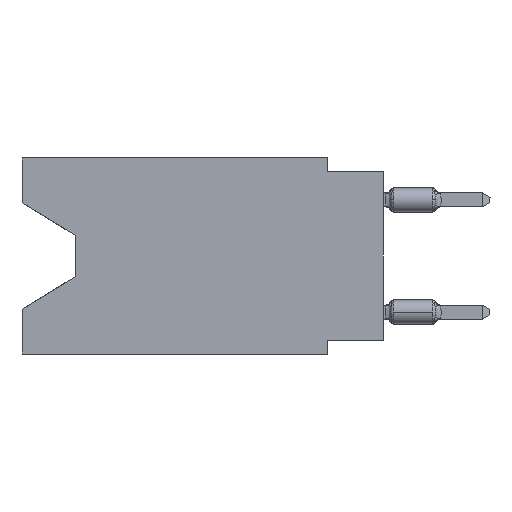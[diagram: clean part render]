
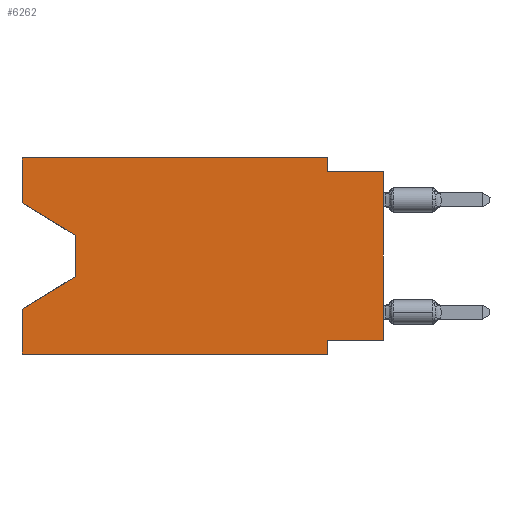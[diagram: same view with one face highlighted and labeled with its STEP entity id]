
A CAD part, left-side view. The second image highlights one B-rep face of the part: STEP entity #6262.
In plain terms, the highlighted planar face has unit normal (-1, 0, 0).
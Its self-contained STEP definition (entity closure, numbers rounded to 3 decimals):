
#141 = DIRECTION ( 'NONE',  ( 0., -1., 0. ) ) ;
#209 = CARTESIAN_POINT ( 'NONE',  ( 0., 2.54, -0.635 ) ) ;
#694 = CARTESIAN_POINT ( 'NONE',  ( 0., 2.54, 0. ) ) ;
#827 = VERTEX_POINT ( 'NONE', #32846 ) ;
#1262 = CARTESIAN_POINT ( 'NONE',  ( 0., 0., -8.255 ) ) ;
#2245 = VERTEX_POINT ( 'NONE', #4666 ) ;
#2437 = VECTOR ( 'NONE', #23904, 1000. ) ;
#2560 = DIRECTION ( 'NONE',  ( 0., 0., -1. ) ) ;
#4666 = CARTESIAN_POINT ( 'NONE',  ( 0., 2.54, -8.89 ) ) ;
#4728 = DIRECTION ( 'NONE',  ( 0., 0., -1. ) ) ;
#4771 = EDGE_CURVE ( 'NONE', #12326, #2245, #17375, .T. ) ;
#5169 = EDGE_LOOP ( 'NONE', ( #9870, #6180, #22358, #23446, #23489, #32169, #16720, #24686, #26245, #14519, #21204, #32608 ) ) ;
#5565 = CARTESIAN_POINT ( 'NONE',  ( 0., 16.383, 0. ) ) ;
#5892 = VERTEX_POINT ( 'NONE', #13809 ) ;
#6180 = ORIENTED_EDGE ( 'NONE', *, *, #25895, .T. ) ;
#6262 = ADVANCED_FACE ( 'NONE', ( #21111 ), #11221, .F. ) ;
#6529 = DIRECTION ( 'NONE',  ( 0., 1., 0. ) ) ;
#6683 = LINE ( 'NONE', #30485, #26573 ) ;
#7313 = DIRECTION ( 'NONE',  ( 0., -1., 0. ) ) ;
#7389 = EDGE_CURVE ( 'NONE', #17301, #29628, #9872, .T. ) ;
#8411 = EDGE_CURVE ( 'NONE', #27780, #12326, #19281, .T. ) ;
#8656 = EDGE_CURVE ( 'NONE', #27780, #29628, #6683, .T. ) ;
#9134 = VERTEX_POINT ( 'NONE', #27730 ) ;
#9420 = VECTOR ( 'NONE', #2560, 1000. ) ;
#9870 = ORIENTED_EDGE ( 'NONE', *, *, #15543, .T. ) ;
#9872 = LINE ( 'NONE', #20760, #10284 ) ;
#10284 = VECTOR ( 'NONE', #7313, 1000. ) ;
#11175 = CARTESIAN_POINT ( 'NONE',  ( 0., 16.383, -8.89 ) ) ;
#11181 = VECTOR ( 'NONE', #32591, 1000. ) ;
#11221 = PLANE ( 'NONE',  #20556 ) ;
#12283 = DIRECTION ( 'NONE',  ( 0., 0.855, -0.519 ) ) ;
#12326 = VERTEX_POINT ( 'NONE', #19892 ) ;
#13055 = LINE ( 'NONE', #17826, #23101 ) ;
#13720 = VERTEX_POINT ( 'NONE', #694 ) ;
#13809 = CARTESIAN_POINT ( 'NONE',  ( 0., 16.383, -2.038 ) ) ;
#14061 = VECTOR ( 'NONE', #15777, 1000. ) ;
#14519 = ORIENTED_EDGE ( 'NONE', *, *, #24952, .F. ) ;
#15006 = LINE ( 'NONE', #25385, #22799 ) ;
#15543 = EDGE_CURVE ( 'NONE', #5892, #9134, #22526, .T. ) ;
#15777 = DIRECTION ( 'NONE',  ( 0., 0., -1. ) ) ;
#15935 = LINE ( 'NONE', #29362, #14061 ) ;
#16166 = CARTESIAN_POINT ( 'NONE',  ( 0., 16.383, -8.89 ) ) ;
#16522 = EDGE_CURVE ( 'NONE', #827, #13720, #23251, .T. ) ;
#16720 = ORIENTED_EDGE ( 'NONE', *, *, #8411, .F. ) ;
#17301 = VERTEX_POINT ( 'NONE', #209 ) ;
#17375 = LINE ( 'NONE', #27731, #9420 ) ;
#17826 = CARTESIAN_POINT ( 'NONE',  ( 0., 13.97, -3.505 ) ) ;
#18130 = EDGE_CURVE ( 'NONE', #33149, #24053, #24065, .T. ) ;
#18561 = DIRECTION ( 'NONE',  ( 0., 0., -1. ) ) ;
#18885 = VECTOR ( 'NONE', #141, 1000. ) ;
#19281 = LINE ( 'NONE', #1262, #26628 ) ;
#19646 = DIRECTION ( 'NONE',  ( 0., -0.855, -0.519 ) ) ;
#19892 = CARTESIAN_POINT ( 'NONE',  ( 0., 2.54, -8.255 ) ) ;
#20556 = AXIS2_PLACEMENT_3D ( 'NONE', #21283, #29083, #18561 ) ;
#20760 = CARTESIAN_POINT ( 'NONE',  ( 0., 0., -0.635 ) ) ;
#21111 = FACE_OUTER_BOUND ( 'NONE', #5169, .T. ) ;
#21204 = ORIENTED_EDGE ( 'NONE', *, *, #16522, .F. ) ;
#21283 = CARTESIAN_POINT ( 'NONE',  ( 0., 16.383, 0. ) ) ;
#21452 = EDGE_CURVE ( 'NONE', #33149, #2245, #23447, .T. ) ;
#22358 = ORIENTED_EDGE ( 'NONE', *, *, #30050, .T. ) ;
#22526 = LINE ( 'NONE', #32897, #31963 ) ;
#22799 = VECTOR ( 'NONE', #12283, 1000. ) ;
#23101 = VECTOR ( 'NONE', #4728, 1000. ) ;
#23251 = LINE ( 'NONE', #5565, #28214 ) ;
#23344 = CARTESIAN_POINT ( 'NONE',  ( 0., 0., -8.255 ) ) ;
#23392 = CARTESIAN_POINT ( 'NONE',  ( 0., 13.97, -5.385 ) ) ;
#23446 = ORIENTED_EDGE ( 'NONE', *, *, #18130, .F. ) ;
#23447 = LINE ( 'NONE', #11175, #18885 ) ;
#23489 = ORIENTED_EDGE ( 'NONE', *, *, #21452, .T. ) ;
#23904 = DIRECTION ( 'NONE',  ( 0., 0., 1. ) ) ;
#24053 = VERTEX_POINT ( 'NONE', #31819 ) ;
#24065 = LINE ( 'NONE', #31033, #2437 ) ;
#24302 = CARTESIAN_POINT ( 'NONE',  ( 0., 0., -0.635 ) ) ;
#24686 = ORIENTED_EDGE ( 'NONE', *, *, #8656, .T. ) ;
#24952 = EDGE_CURVE ( 'NONE', #13720, #17301, #15935, .T. ) ;
#25179 = VERTEX_POINT ( 'NONE', #23392 ) ;
#25385 = CARTESIAN_POINT ( 'NONE',  ( 0., 13.97, -5.385 ) ) ;
#25895 = EDGE_CURVE ( 'NONE', #9134, #25179, #13055, .T. ) ;
#26245 = ORIENTED_EDGE ( 'NONE', *, *, #7389, .F. ) ;
#26267 = EDGE_CURVE ( 'NONE', #5892, #827, #27145, .T. ) ;
#26294 = DIRECTION ( 'NONE',  ( 0., -1., 0. ) ) ;
#26573 = VECTOR ( 'NONE', #32869, 1000. ) ;
#26628 = VECTOR ( 'NONE', #6529, 1000. ) ;
#27145 = LINE ( 'NONE', #32743, #11181 ) ;
#27730 = CARTESIAN_POINT ( 'NONE',  ( 0., 13.97, -3.505 ) ) ;
#27731 = CARTESIAN_POINT ( 'NONE',  ( 0., 2.54, -8.89 ) ) ;
#27780 = VERTEX_POINT ( 'NONE', #23344 ) ;
#28214 = VECTOR ( 'NONE', #26294, 1000. ) ;
#29083 = DIRECTION ( 'NONE',  ( 1., 0., 0. ) ) ;
#29362 = CARTESIAN_POINT ( 'NONE',  ( 0., 2.54, 0. ) ) ;
#29628 = VERTEX_POINT ( 'NONE', #24302 ) ;
#30050 = EDGE_CURVE ( 'NONE', #25179, #24053, #15006, .T. ) ;
#30485 = CARTESIAN_POINT ( 'NONE',  ( 0., 0., 0. ) ) ;
#31033 = CARTESIAN_POINT ( 'NONE',  ( 0., 16.383, 0. ) ) ;
#31819 = CARTESIAN_POINT ( 'NONE',  ( 0., 16.383, -6.852 ) ) ;
#31963 = VECTOR ( 'NONE', #19646, 1000. ) ;
#32169 = ORIENTED_EDGE ( 'NONE', *, *, #4771, .F. ) ;
#32591 = DIRECTION ( 'NONE',  ( 0., 0., 1. ) ) ;
#32608 = ORIENTED_EDGE ( 'NONE', *, *, #26267, .F. ) ;
#32743 = CARTESIAN_POINT ( 'NONE',  ( 0., 16.383, 0. ) ) ;
#32846 = CARTESIAN_POINT ( 'NONE',  ( 0., 16.383, 0. ) ) ;
#32869 = DIRECTION ( 'NONE',  ( 0., 0., 1. ) ) ;
#32897 = CARTESIAN_POINT ( 'NONE',  ( 0., 16.383, -2.038 ) ) ;
#33149 = VERTEX_POINT ( 'NONE', #16166 ) ;
